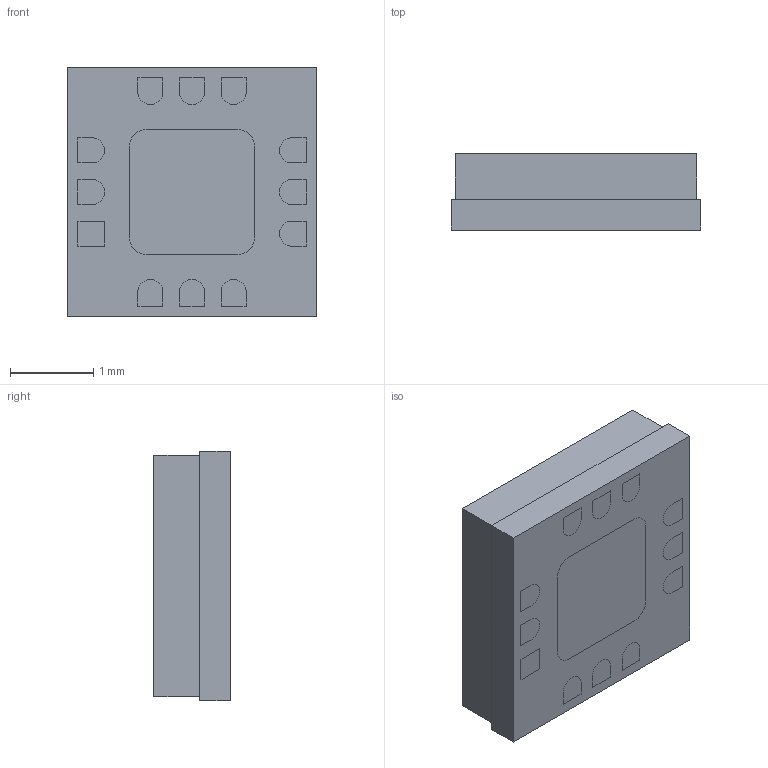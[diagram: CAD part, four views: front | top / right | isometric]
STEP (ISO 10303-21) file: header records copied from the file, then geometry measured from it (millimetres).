
FILE_DESCRIPTION (( 'STEP AP214' ), '1' );
FILE_NAME ('HMC814LC3B.STEP', '2022-09-08T06:00:01', ( '' ), ( '' ), 'SwSTEP 2.0', 'SolidWorks 2017', '' );
FILE_SCHEMA (( 'AUTOMOTIVE_DESIGN' ));
Length unit declared in the file: millimetre
Products named in the file (1): HMC814LC3B
Bounding box: 3 x 0.92 x 3 mm (x, y, z)
Volume: 8 mm3; surface area: 39.3 mm2
Topology: 15 solids, 15 shells, 167 faces, 366 edges, 244 vertices
Faces by surface type: plane 135, cylinder 32
Full cylindrical faces by diameter (mm): 0.2 x2
Entity records: 4694 total; most frequent: CARTESIAN_POINT 776, DIRECTION 764, ORIENTED_EDGE 728, EDGE_CURVE 364, LINE 300, VECTOR 300, VERTEX_POINT 244, AXIS2_PLACEMENT_3D 232
